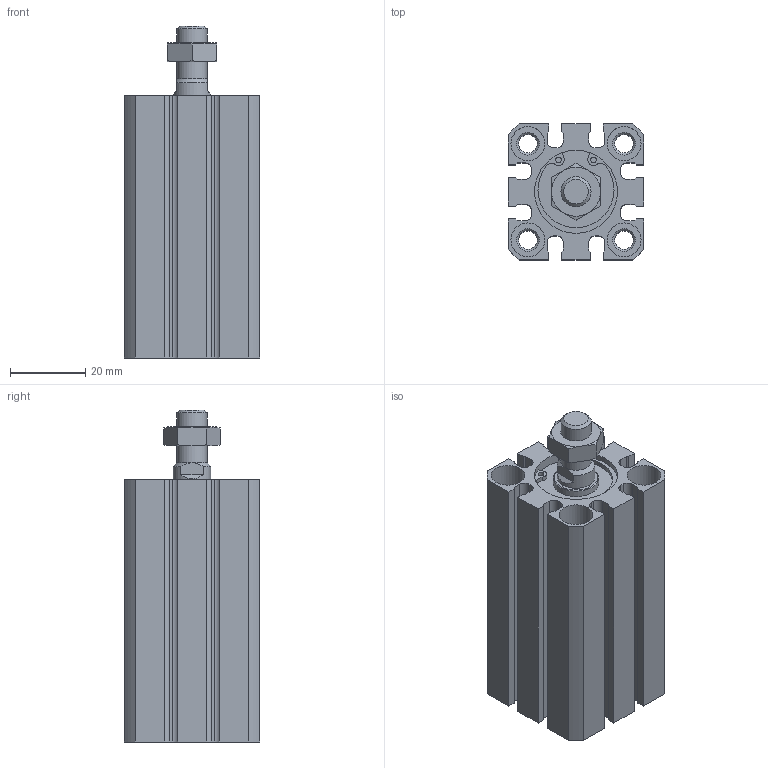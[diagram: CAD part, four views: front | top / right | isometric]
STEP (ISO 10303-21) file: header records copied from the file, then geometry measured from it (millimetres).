
FILE_DESCRIPTION( ( 'STEP AP203' ), '1' );
FILE_NAME( 'MCJQ-11-20-40M-0.stp', '2021-11-10T18:30:32', ( 'License CC BY-ND 4.0' ), ( 'CADENAS' ), ' ', 'PARTsolutions', ' ' );
FILE_SCHEMA( ( 'CONFIG_CONTROL_DESIGN' ) );
Length unit declared in the file: millimetre
Products named in the file (4): MCJQ-11-20-40M-0; _MCJQ-11-20-40M_(0_b); _MCJQ-11-20-40M0_(0_r); _MCJQ-20-M8 x 1.25_n
Assembly tree (3 placements, depth 2):
  MCJQ-11-20-40M-0
    _MCJQ-11-20-40M_(0_b)
    _MCJQ-11-20-40M0_(0_r)
    _MCJQ-20-M8 x 1.25_n
Bounding box: 36 x 36 x 88 mm (x, y, z)
Volume: 58411.9 mm3; surface area: 32427.9 mm2
Topology: 3 solids, 3 shells, 199 faces, 478 edges, 309 vertices
Faces by surface type: plane 111, cylinder 58, cone 30
Full cylindrical faces by diameter (mm): 1.5 x2, 4.459 x2, 4.917 x8, 5.4 x4, 6.647 x1, 8 x1, 9 x8, 10 x2, 12 x1, 18.7 x1, 20 x2, 22 x1
Entity records: 5689 total; most frequent: CARTESIAN_POINT 1043, DIRECTION 948, ORIENTED_EDGE 846, EDGE_CURVE 423, AXIS2_PLACEMENT_3D 350, VERTEX_POINT 305, EDGE_LOOP 282, LINE 248
